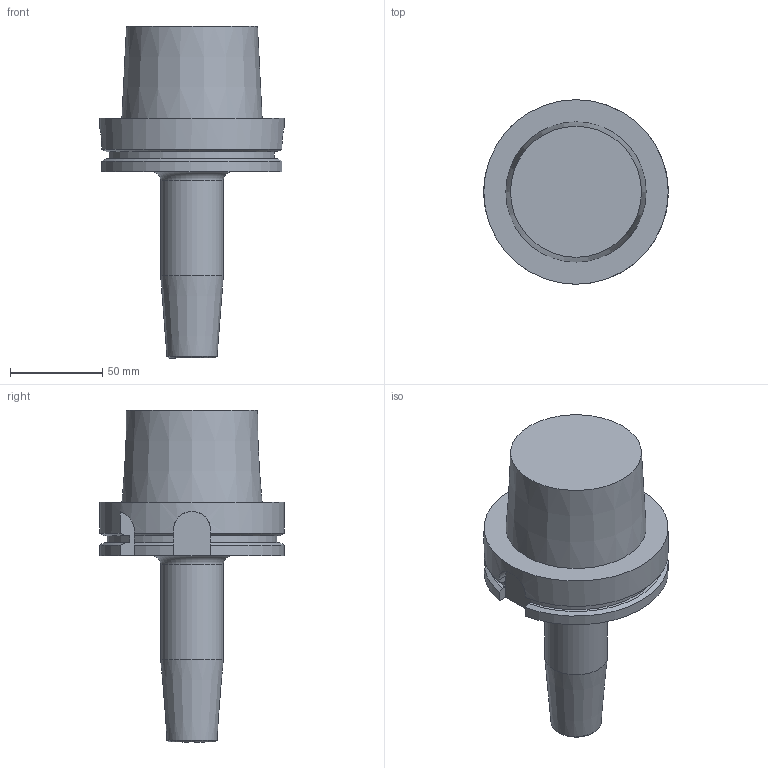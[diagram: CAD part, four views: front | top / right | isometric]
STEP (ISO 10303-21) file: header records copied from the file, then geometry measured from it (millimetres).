
FILE_DESCRIPTION(/* description */ (''),/* implementation_level */ '2;1');
FILE_NAME(/* name */ '1489150586303.stp',/* time_stamp */ '2017-03-10T13:56:43+01:00',/* author */ (''),/* organization */ ('SMS'),/* preprocessor_version */ 'ST-DEVELOPER v15',/* originating_system */ 'SIEMENS PLM Software NX 8.5',/* authorisation */ '');
FILE_SCHEMA (('AUTOMOTIVE_DESIGN { 1 0 10303 214 3 1 1 1 }'));
Length unit declared in the file: millimetre
Products named in the file (1): HA10-SH16Q-S-130
Bounding box: 100 x 100 x 180 mm (x, y, z)
Volume: 503285.5 mm3; surface area: 59164.7 mm2
Topology: 2 solids, 3 shells, 49 faces, 129 edges, 88 vertices
Faces by surface type: plane 23, cylinder 14, cone 11, torus 1
Full cylindrical faces by diameter (mm): 16 x1, 16.6 x1, 34 x1, 100 x1
Entity records: 1544 total; most frequent: CARTESIAN_POINT 344, DIRECTION 237, ORIENTED_EDGE 230, EDGE_CURVE 115, AXIS2_PLACEMENT_3D 93, VERTEX_POINT 84, EDGE_LOOP 61, LINE 51
